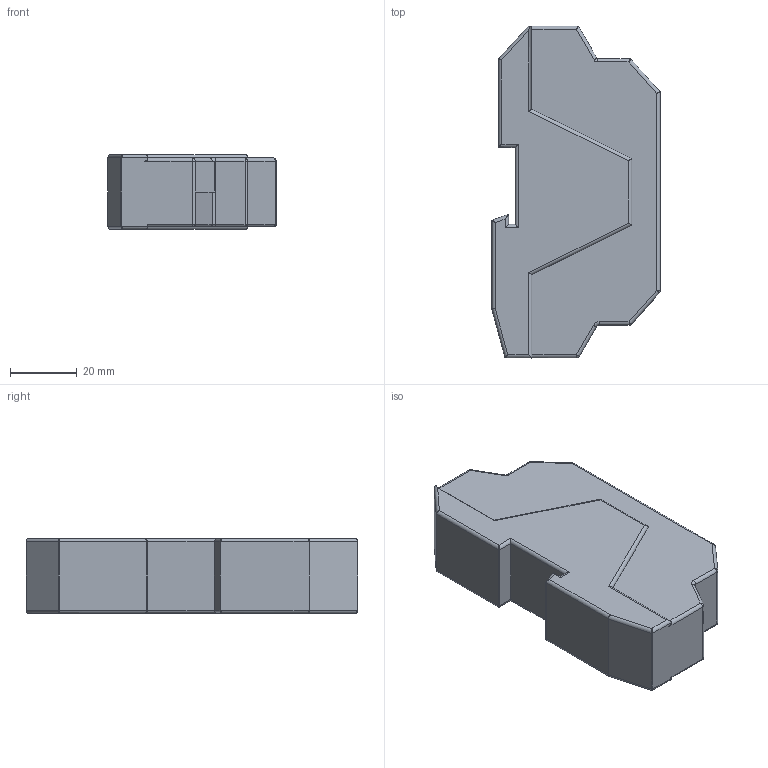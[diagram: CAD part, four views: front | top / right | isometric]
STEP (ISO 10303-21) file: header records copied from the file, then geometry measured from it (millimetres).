
FILE_DESCRIPTION((''),'2;1');
FILE_NAME('KE1_D203183B','2005-12-15T',('Pepperl+Fuchs'),('Industriehansa'),'PRO/ENGINEER BY PARAMETRIC TECHNOLOGY CORPORATION, 2005290','PRO/ENGINEER BY PARAMETRIC TECHNOLOGY CORPORATION, 2005290','');
FILE_SCHEMA(('AUTOMOTIVE_DESIGN_CC2 { 1 2 10303 214 -1 1 5 2 }'));
Length unit declared in the file: millimetre
Products named in the file (1): KE1_D203183B
Bounding box: 50.5 x 99.6 x 22.5 mm (x, y, z)
Volume: 89321.1 mm3; surface area: 14747.5 mm2
Topology: 1 solids, 1 shells, 119 faces, 265 edges, 148 vertices
Faces by surface type: cylinder 62, plane 31, bspline 16, torus 7, sphere 3
Entity records: 5193 total; most frequent: CARTESIAN_POINT 1741, ORIENTED_EDGE 530, DIRECTION 466, PRESENTATION_STYLE_ASSIGNMENT 280, STYLED_ITEM 272, CURVE_STYLE 265, EDGE_CURVE 265, AXIS2_PLACEMENT_3D 160
